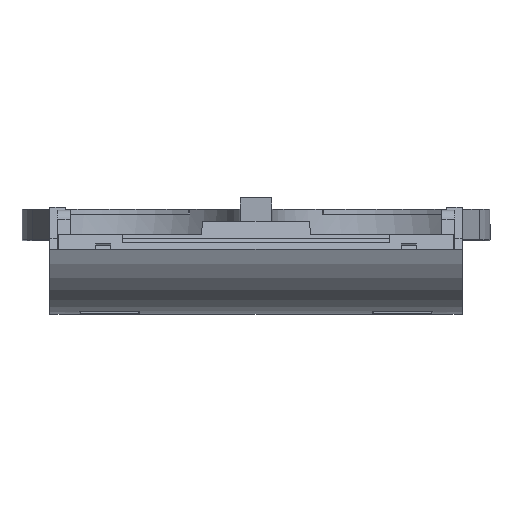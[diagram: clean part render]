
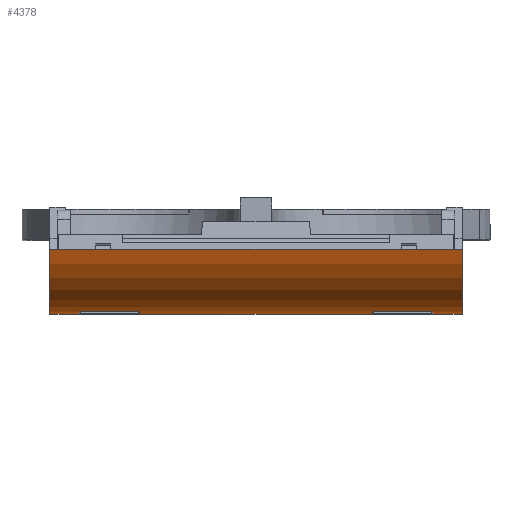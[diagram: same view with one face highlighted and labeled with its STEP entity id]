
A CAD part, front view. The second image highlights one B-rep face of the part: STEP entity #4378.
In plain terms, the highlighted cylindrical face has radius 16 mm (diameter 32 mm), a partial arc.
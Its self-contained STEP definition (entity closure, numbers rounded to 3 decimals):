
#34 = LINE ( 'NONE', #1905, #1100 ) ;
#54 = VERTEX_POINT ( 'NONE', #3270 ) ;
#64 = DIRECTION ( 'NONE',  ( 0., 0., -1. ) ) ;
#84 = VERTEX_POINT ( 'NONE', #4212 ) ;
#147 = DIRECTION ( 'NONE',  ( -1., 0., 0. ) ) ;
#156 = FACE_BOUND ( 'NONE', #3656, .T. ) ;
#165 = VERTEX_POINT ( 'NONE', #5552 ) ;
#166 = VECTOR ( 'NONE', #3462, 1000. ) ;
#167 = AXIS2_PLACEMENT_3D ( 'NONE', #1178, #1208, #2564 ) ;
#199 = LINE ( 'NONE', #3121, #2767 ) ;
#208 = CARTESIAN_POINT ( 'NONE',  ( -35.2, 0., 0. ) ) ;
#232 = VERTEX_POINT ( 'NONE', #2492 ) ;
#234 = CYLINDRICAL_SURFACE ( 'NONE', #552, 16. ) ;
#253 = EDGE_CURVE ( 'NONE', #2944, #5470, #564, .T. ) ;
#341 = CARTESIAN_POINT ( 'NONE',  ( -19.85, -19.383, -12.088 ) ) ;
#377 = ORIENTED_EDGE ( 'NONE', *, *, #1151, .T. ) ;
#380 = LINE ( 'NONE', #524, #4704 ) ;
#524 = CARTESIAN_POINT ( 'NONE',  ( 68.606, -15.471, -12.536 ) ) ;
#552 = AXIS2_PLACEMENT_3D ( 'NONE', #4812, #823, #4423 ) ;
#564 = CIRCLE ( 'NONE', #167, 16. ) ;
#615 = AXIS2_PLACEMENT_3D ( 'NONE', #5457, #5097, #5084 ) ;
#632 = VERTEX_POINT ( 'NONE', #3252 ) ;
#737 = VERTEX_POINT ( 'NONE', #1548 ) ;
#752 = EDGE_CURVE ( 'NONE', #3855, #632, #5409, .T. ) ;
#784 = CIRCLE ( 'NONE', #5235, 16. ) ;
#808 = DIRECTION ( 'NONE',  ( 1., 0., 0. ) ) ;
#823 = DIRECTION ( 'NONE',  ( -1., 0., 0. ) ) ;
#1005 = LINE ( 'NONE', #4177, #3590 ) ;
#1022 = DIRECTION ( 'NONE',  ( 0., 0., 1. ) ) ;
#1100 = VECTOR ( 'NONE', #4155, 1000. ) ;
#1111 = VECTOR ( 'NONE', #1183, 1000. ) ;
#1113 = EDGE_CURVE ( 'NONE', #84, #232, #1005, .T. ) ;
#1151 = EDGE_CURVE ( 'NONE', #1866, #2232, #5213, .T. ) ;
#1178 = CARTESIAN_POINT ( 'NONE',  ( -19.85, -15.621, 3.463 ) ) ;
#1183 = DIRECTION ( 'NONE',  ( 1., 0., 0. ) ) ;
#1208 = DIRECTION ( 'NONE',  ( 1., 0., 0. ) ) ;
#1278 = ORIENTED_EDGE ( 'NONE', *, *, #2397, .T. ) ;
#1282 = DIRECTION ( 'NONE',  ( -1., 0., 0. ) ) ;
#1319 = FACE_BOUND ( 'NONE', #5507, .T. ) ;
#1400 = VECTOR ( 'NONE', #5161, 1000. ) ;
#1421 = LINE ( 'NONE', #208, #3962 ) ;
#1502 = DIRECTION ( 'NONE',  ( -1., 0., 0. ) ) ;
#1540 = DIRECTION ( 'NONE',  ( 1., 0., 0. ) ) ;
#1548 = CARTESIAN_POINT ( 'NONE',  ( -35.2, -30.831, -1.502 ) ) ;
#1554 = DIRECTION ( 'NONE',  ( -1., 0., 0. ) ) ;
#1811 = ORIENTED_EDGE ( 'NONE', *, *, #2847, .T. ) ;
#1866 = VERTEX_POINT ( 'NONE', #4016 ) ;
#1905 = CARTESIAN_POINT ( 'NONE',  ( 68.606, -30.831, -1.502 ) ) ;
#1930 = ORIENTED_EDGE ( 'NONE', *, *, #2001, .T. ) ;
#1984 = CARTESIAN_POINT ( 'NONE',  ( -35.2, -15.621, 3.463 ) ) ;
#2001 = EDGE_CURVE ( 'NONE', #54, #1866, #380, .T. ) ;
#2008 = CARTESIAN_POINT ( 'NONE',  ( -19.85, -15.471, -12.536 ) ) ;
#2013 = FACE_OUTER_BOUND ( 'NONE', #5426, .T. ) ;
#2024 = CIRCLE ( 'NONE', #615, 16. ) ;
#2025 = DIRECTION ( 'NONE',  ( 0., -1., 0. ) ) ;
#2029 = VERTEX_POINT ( 'NONE', #3250 ) ;
#2050 = DIRECTION ( 'NONE',  ( -1., 0., 0. ) ) ;
#2087 = ORIENTED_EDGE ( 'NONE', *, *, #1113, .T. ) ;
#2105 = CARTESIAN_POINT ( 'NONE',  ( 35.2, -30.831, -1.502 ) ) ;
#2156 = EDGE_CURVE ( 'NONE', #165, #3232, #5269, .T. ) ;
#2232 = VERTEX_POINT ( 'NONE', #5230 ) ;
#2243 = ORIENTED_EDGE ( 'NONE', *, *, #2156, .F. ) ;
#2245 = LINE ( 'NONE', #3735, #3006 ) ;
#2319 = CARTESIAN_POINT ( 'NONE',  ( 30.15, -19.383, -12.088 ) ) ;
#2340 = DIRECTION ( 'NONE',  ( -1., 0., 0. ) ) ;
#2397 = EDGE_CURVE ( 'NONE', #232, #4552, #5192, .T. ) ;
#2410 = EDGE_CURVE ( 'NONE', #2029, #4166, #784, .T. ) ;
#2464 = ORIENTED_EDGE ( 'NONE', *, *, #3600, .T. ) ;
#2492 = CARTESIAN_POINT ( 'NONE',  ( 1.064, 0., 0. ) ) ;
#2561 = EDGE_CURVE ( 'NONE', #4520, #54, #2024, .T. ) ;
#2564 = DIRECTION ( 'NONE',  ( 0., 0., -1. ) ) ;
#2583 = CARTESIAN_POINT ( 'NONE',  ( -34., 0., 0. ) ) ;
#2630 = EDGE_CURVE ( 'NONE', #5470, #3855, #2245, .T. ) ;
#2644 = ORIENTED_EDGE ( 'NONE', *, *, #2561, .T. ) ;
#2651 = DIRECTION ( 'NONE',  ( 1., 0., 0. ) ) ;
#2767 = VECTOR ( 'NONE', #2651, 1000. ) ;
#2801 = LINE ( 'NONE', #2583, #1111 ) ;
#2847 = EDGE_CURVE ( 'NONE', #165, #84, #2801, .T. ) ;
#2853 = ORIENTED_EDGE ( 'NONE', *, *, #3859, .F. ) ;
#2866 = VERTEX_POINT ( 'NONE', #341 ) ;
#2944 = VERTEX_POINT ( 'NONE', #3520 ) ;
#3006 = VECTOR ( 'NONE', #2340, 1000. ) ;
#3073 = LINE ( 'NONE', #3467, #4903 ) ;
#3121 = CARTESIAN_POINT ( 'NONE',  ( 68.606, -19.383, -12.088 ) ) ;
#3232 = VERTEX_POINT ( 'NONE', #3703 ) ;
#3249 = AXIS2_PLACEMENT_3D ( 'NONE', #4809, #1282, #4416 ) ;
#3250 = CARTESIAN_POINT ( 'NONE',  ( 35.2, 0., 0. ) ) ;
#3252 = CARTESIAN_POINT ( 'NONE',  ( -30.15, -19.383, -12.088 ) ) ;
#3270 = CARTESIAN_POINT ( 'NONE',  ( 30.15, -15.471, -12.536 ) ) ;
#3281 = ORIENTED_EDGE ( 'NONE', *, *, #4383, .T. ) ;
#3337 = ORIENTED_EDGE ( 'NONE', *, *, #4805, .F. ) ;
#3407 = AXIS2_PLACEMENT_3D ( 'NONE', #1984, #1554, #1022 ) ;
#3414 = CARTESIAN_POINT ( 'NONE',  ( 19.85, -15.621, 3.463 ) ) ;
#3439 = ORIENTED_EDGE ( 'NONE', *, *, #4138, .T. ) ;
#3462 = DIRECTION ( 'NONE',  ( 1., 0., 0. ) ) ;
#3467 = CARTESIAN_POINT ( 'NONE',  ( 68.606, -19.383, -12.088 ) ) ;
#3520 = CARTESIAN_POINT ( 'NONE',  ( -19.85, -15.621, -12.537 ) ) ;
#3565 = ORIENTED_EDGE ( 'NONE', *, *, #253, .T. ) ;
#3590 = VECTOR ( 'NONE', #1540, 1000. ) ;
#3600 = EDGE_CURVE ( 'NONE', #632, #2866, #199, .T. ) ;
#3604 = DIRECTION ( 'NONE',  ( 1., 0., 0. ) ) ;
#3620 = ORIENTED_EDGE ( 'NONE', *, *, #2410, .T. ) ;
#3656 = EDGE_LOOP ( 'NONE', ( #3281, #2644, #1930, #377 ) ) ;
#3703 = CARTESIAN_POINT ( 'NONE',  ( -35.2, 0., 0. ) ) ;
#3735 = CARTESIAN_POINT ( 'NONE',  ( 68.606, -15.471, -12.536 ) ) ;
#3768 = ORIENTED_EDGE ( 'NONE', *, *, #752, .T. ) ;
#3855 = VERTEX_POINT ( 'NONE', #5147 ) ;
#3859 = EDGE_CURVE ( 'NONE', #2029, #4552, #1421, .T. ) ;
#3962 = VECTOR ( 'NONE', #1502, 1000. ) ;
#3985 = DIRECTION ( 'NONE',  ( 0., 0., -1. ) ) ;
#3989 = AXIS2_PLACEMENT_3D ( 'NONE', #3414, #2050, #2025 ) ;
#4009 = DIRECTION ( 'NONE',  ( -1., 0., 0. ) ) ;
#4016 = CARTESIAN_POINT ( 'NONE',  ( 19.85, -15.471, -12.536 ) ) ;
#4138 = EDGE_CURVE ( 'NONE', #2866, #2944, #4141, .T. ) ;
#4141 = CIRCLE ( 'NONE', #5339, 16. ) ;
#4155 = DIRECTION ( 'NONE',  ( -1., 0., 0. ) ) ;
#4166 = VERTEX_POINT ( 'NONE', #2105 ) ;
#4177 = CARTESIAN_POINT ( 'NONE',  ( -34., 0., 0. ) ) ;
#4212 = CARTESIAN_POINT ( 'NONE',  ( -1.064, 0., 0. ) ) ;
#4357 = CARTESIAN_POINT ( 'NONE',  ( -19.85, -15.621, 3.463 ) ) ;
#4378 = ADVANCED_FACE ( 'NONE', ( #1319, #156, #2013 ), #234, .T. ) ;
#4383 = EDGE_CURVE ( 'NONE', #2232, #4520, #3073, .T. ) ;
#4416 = DIRECTION ( 'NONE',  ( 0., 1., 0. ) ) ;
#4423 = DIRECTION ( 'NONE',  ( 0., 0., 1. ) ) ;
#4459 = CARTESIAN_POINT ( 'NONE',  ( 35.2, -15.621, 3.463 ) ) ;
#4520 = VERTEX_POINT ( 'NONE', #2319 ) ;
#4552 = VERTEX_POINT ( 'NONE', #5712 ) ;
#4623 = CIRCLE ( 'NONE', #3407, 16. ) ;
#4668 = EDGE_CURVE ( 'NONE', #4166, #737, #34, .T. ) ;
#4704 = VECTOR ( 'NONE', #147, 1000. ) ;
#4711 = CARTESIAN_POINT ( 'NONE',  ( -35.2, 0., 0. ) ) ;
#4805 = EDGE_CURVE ( 'NONE', #3232, #737, #4623, .T. ) ;
#4809 = CARTESIAN_POINT ( 'NONE',  ( -30.15, -15.621, 3.463 ) ) ;
#4812 = CARTESIAN_POINT ( 'NONE',  ( 68.606, -15.621, 3.463 ) ) ;
#4903 = VECTOR ( 'NONE', #808, 1000. ) ;
#5084 = DIRECTION ( 'NONE',  ( 0., -1., 0. ) ) ;
#5097 = DIRECTION ( 'NONE',  ( 1., 0., 0. ) ) ;
#5147 = CARTESIAN_POINT ( 'NONE',  ( -30.15, -15.471, -12.536 ) ) ;
#5161 = DIRECTION ( 'NONE',  ( -1., 0., 0. ) ) ;
#5164 = ORIENTED_EDGE ( 'NONE', *, *, #4668, .T. ) ;
#5192 = LINE ( 'NONE', #5363, #166 ) ;
#5213 = CIRCLE ( 'NONE', #3989, 16. ) ;
#5230 = CARTESIAN_POINT ( 'NONE',  ( 19.85, -19.383, -12.088 ) ) ;
#5235 = AXIS2_PLACEMENT_3D ( 'NONE', #4459, #4009, #3985 ) ;
#5269 = LINE ( 'NONE', #4711, #1400 ) ;
#5339 = AXIS2_PLACEMENT_3D ( 'NONE', #4357, #3604, #64 ) ;
#5363 = CARTESIAN_POINT ( 'NONE',  ( -34., 0., 0. ) ) ;
#5400 = ORIENTED_EDGE ( 'NONE', *, *, #2630, .T. ) ;
#5409 = CIRCLE ( 'NONE', #3249, 16. ) ;
#5426 = EDGE_LOOP ( 'NONE', ( #2853, #3620, #5164, #3337, #2243, #1811, #2087, #1278 ) ) ;
#5457 = CARTESIAN_POINT ( 'NONE',  ( 30.15, -15.621, 3.463 ) ) ;
#5470 = VERTEX_POINT ( 'NONE', #2008 ) ;
#5507 = EDGE_LOOP ( 'NONE', ( #2464, #3439, #3565, #5400, #3768 ) ) ;
#5552 = CARTESIAN_POINT ( 'NONE',  ( -33.834, 0., 0. ) ) ;
#5712 = CARTESIAN_POINT ( 'NONE',  ( 33.834, 0., 0. ) ) ;
